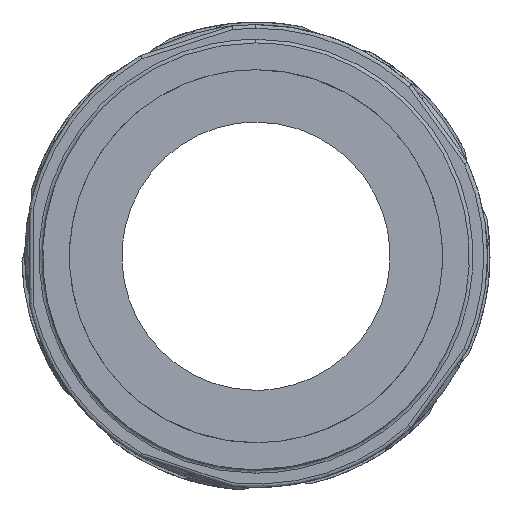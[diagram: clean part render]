
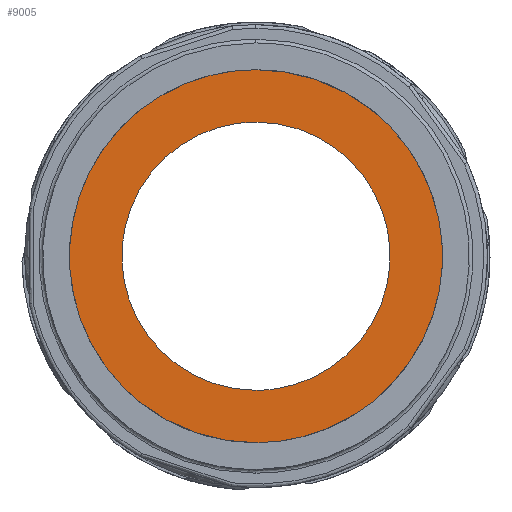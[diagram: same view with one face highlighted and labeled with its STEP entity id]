
A CAD part, left-side view. The second image highlights one B-rep face of the part: STEP entity #9005.
In plain terms, the highlighted free-form (B-spline) face has degree [1, 1] with [2, 2] control points.
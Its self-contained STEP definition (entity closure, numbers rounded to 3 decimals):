
#3405 = VERTEX_POINT('',#3406);
#3406 = CARTESIAN_POINT('',(-39.827,0.,
    -4.902));
#3411 = EDGE_CURVE('',#3405,#3412,#3414,.T.);
#3412 = VERTEX_POINT('',#3413);
#3413 = CARTESIAN_POINT('',(-39.827,0.,4.902));
#3414 = ( BOUNDED_CURVE() B_SPLINE_CURVE(2,(#3415,#3416,#3417,#3418,
#3419),.UNSPECIFIED.,.F.,.F.) B_SPLINE_CURVE_WITH_KNOTS((3,2,3),(0.,
1.571,3.142),.PIECEWISE_BEZIER_KNOTS.) CURVE() 
GEOMETRIC_REPRESENTATION_ITEM() RATIONAL_B_SPLINE_CURVE((1.,
0.707,1.,0.707,1.)) REPRESENTATION_ITEM('') );
#3415 = CARTESIAN_POINT('',(-39.827,0.,-4.902));
#3416 = CARTESIAN_POINT('',(-39.827,4.902,
    -4.902));
#3417 = CARTESIAN_POINT('',(-39.827,4.902,
    0.));
#3418 = CARTESIAN_POINT('',(-39.827,4.902,
    4.902));
#3419 = CARTESIAN_POINT('',(-39.827,0.,
    4.902));
#3441 = VERTEX_POINT('',#3442);
#3442 = CARTESIAN_POINT('',(-39.827,0.,-3.525));
#3460 = VERTEX_POINT('',#3461);
#3461 = CARTESIAN_POINT('',(-39.827,0.,
    3.525));
#3466 = EDGE_CURVE('',#3460,#3441,#3467,.T.);
#3467 = ( BOUNDED_CURVE() B_SPLINE_CURVE(2,(#3468,#3469,#3470,#3471,
#3472),.UNSPECIFIED.,.F.,.F.) B_SPLINE_CURVE_WITH_KNOTS((3,2,3),(
    3.142,4.712,6.283),
.PIECEWISE_BEZIER_KNOTS.) CURVE() GEOMETRIC_REPRESENTATION_ITEM() 
RATIONAL_B_SPLINE_CURVE((1.,0.707,1.,0.707,1.)) 
REPRESENTATION_ITEM('') );
#3468 = CARTESIAN_POINT('',(-39.827,0.,
    3.525));
#3469 = CARTESIAN_POINT('',(-39.827,-3.525,
    3.525));
#3470 = CARTESIAN_POINT('',(-39.827,-3.525,
    0.));
#3471 = CARTESIAN_POINT('',(-39.827,-3.525,
    -3.525));
#3472 = CARTESIAN_POINT('',(-39.827,0.,
    -3.525));
#9005 = ADVANCED_FACE('',(#9006,#9017),#9028,.F.);
#9006 = FACE_BOUND('',#9007,.T.);
#9007 = EDGE_LOOP('',(#9008,#9016));
#9008 = ORIENTED_EDGE('',*,*,#9009,.T.);
#9009 = EDGE_CURVE('',#3441,#3460,#9010,.T.);
#9010 = ( BOUNDED_CURVE() B_SPLINE_CURVE(2,(#9011,#9012,#9013,#9014,
#9015),.UNSPECIFIED.,.F.,.F.) B_SPLINE_CURVE_WITH_KNOTS((3,2,3),(0.,
1.571,3.142),.PIECEWISE_BEZIER_KNOTS.) CURVE() 
GEOMETRIC_REPRESENTATION_ITEM() RATIONAL_B_SPLINE_CURVE((1.,
0.707,1.,0.707,1.)) REPRESENTATION_ITEM('') );
#9011 = CARTESIAN_POINT('',(-39.827,0.,-3.525));
#9012 = CARTESIAN_POINT('',(-39.827,3.525,
    -3.525));
#9013 = CARTESIAN_POINT('',(-39.827,3.525,
    0.));
#9014 = CARTESIAN_POINT('',(-39.827,3.525,
    3.525));
#9015 = CARTESIAN_POINT('',(-39.827,0.,
    3.525));
#9016 = ORIENTED_EDGE('',*,*,#3466,.T.);
#9017 = FACE_BOUND('',#9018,.T.);
#9018 = EDGE_LOOP('',(#9019,#9027));
#9019 = ORIENTED_EDGE('',*,*,#9020,.F.);
#9020 = EDGE_CURVE('',#3412,#3405,#9021,.T.);
#9021 = ( BOUNDED_CURVE() B_SPLINE_CURVE(2,(#9022,#9023,#9024,#9025,
#9026),.UNSPECIFIED.,.F.,.F.) B_SPLINE_CURVE_WITH_KNOTS((3,2,3),(
    3.142,4.712,6.283),
.PIECEWISE_BEZIER_KNOTS.) CURVE() GEOMETRIC_REPRESENTATION_ITEM() 
RATIONAL_B_SPLINE_CURVE((1.,0.707,1.,0.707,1.)) 
REPRESENTATION_ITEM('') );
#9022 = CARTESIAN_POINT('',(-39.827,0.,
    4.902));
#9023 = CARTESIAN_POINT('',(-39.827,-4.902,
    4.902));
#9024 = CARTESIAN_POINT('',(-39.827,-4.902,
    0.));
#9025 = CARTESIAN_POINT('',(-39.827,-4.902,
    -4.902));
#9026 = CARTESIAN_POINT('',(-39.827,0.,
    -4.902));
#9027 = ORIENTED_EDGE('',*,*,#3411,.F.);
#9028 = B_SPLINE_SURFACE_WITH_KNOTS('',1,1,(
    (#9029,#9030)
    ,(#9031,#9032
    )),.UNSPECIFIED.,.F.,.F.,.F.,(2,2),(2,2),(-3.886,3.886),(-3.886,
    3.886),.PIECEWISE_BEZIER_KNOTS.);
#9029 = CARTESIAN_POINT('',(-39.827,-4.902,
    4.902));
#9030 = CARTESIAN_POINT('',(-39.827,4.902,
    4.902));
#9031 = CARTESIAN_POINT('',(-39.827,-4.902,
    -4.902));
#9032 = CARTESIAN_POINT('',(-39.827,4.902,
    -4.902));
